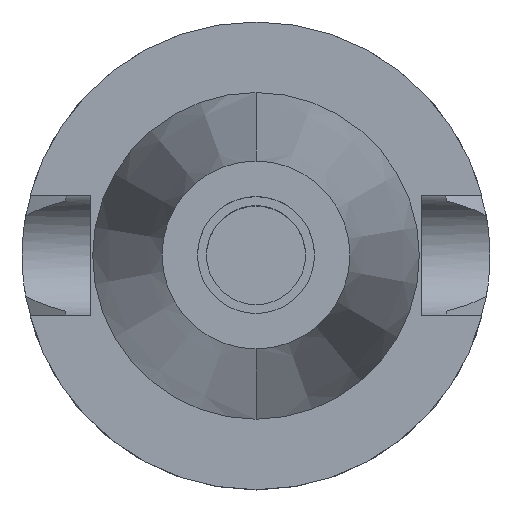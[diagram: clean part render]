
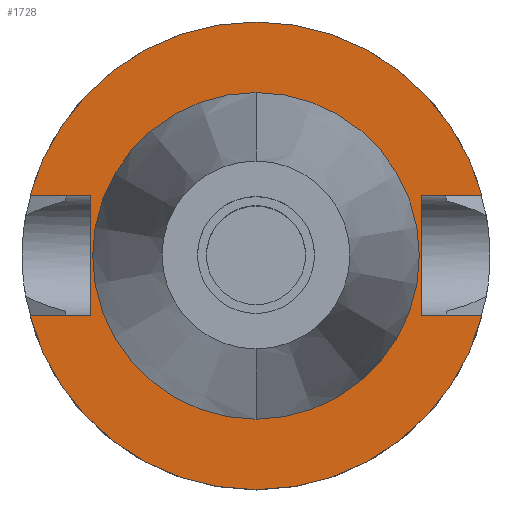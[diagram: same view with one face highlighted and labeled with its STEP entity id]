
A CAD part, top view. The second image highlights one B-rep face of the part: STEP entity #1728.
In plain terms, the highlighted planar face has unit normal (0, 0, 1).
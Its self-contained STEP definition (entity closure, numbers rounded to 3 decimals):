
#170=DIRECTION('',(0.,1.,0.));
#171=VECTOR('',#170,25.7);
#172=CARTESIAN_POINT('',(-35.4,-12.85,-1.5));
#173=LINE('',#172,#171);
#177=DIRECTION('',(-1.,0.,0.));
#178=VECTOR('',#177,12.921);
#179=CARTESIAN_POINT('',(-35.4,12.85,-1.5));
#180=LINE('',#179,#178);
#184=CARTESIAN_POINT('',(0.,0.,-1.5));
#185=DIRECTION('',(0.,0.,-1.));
#186=DIRECTION('',(-0.966,0.257,0.));
#187=AXIS2_PLACEMENT_3D('',#184,#185,#186);
#192=CARTESIAN_POINT('',(0.,0.,-1.5));
#193=DIRECTION('',(0.,0.,-1.));
#194=DIRECTION('',(0.,1.,0.));
#195=AXIS2_PLACEMENT_3D('',#192,#193,#194);
#200=DIRECTION('',(0.,-1.,0.));
#201=VECTOR('',#200,25.7);
#202=CARTESIAN_POINT('',(35.4,12.85,-1.5));
#203=LINE('',#202,#201);
#207=DIRECTION('',(1.,0.,0.));
#208=VECTOR('',#207,12.921);
#209=CARTESIAN_POINT('',(35.4,-12.85,-1.5));
#210=LINE('',#209,#208);
#214=CARTESIAN_POINT('',(0.,0.,-1.5));
#215=DIRECTION('',(0.,0.,-1.));
#216=DIRECTION('',(0.966,-0.257,0.));
#217=AXIS2_PLACEMENT_3D('',#214,#215,#216);
#222=CARTESIAN_POINT('',(0.,0.,-1.5));
#223=DIRECTION('',(0.,0.,-1.));
#224=DIRECTION('',(0.,-1.,0.));
#225=AXIS2_PLACEMENT_3D('',#222,#223,#224);
#230=CARTESIAN_POINT('',(0.,0.,-1.5));
#231=DIRECTION('',(0.,0.,1.));
#232=DIRECTION('',(0.,1.,0.));
#233=AXIS2_PLACEMENT_3D('',#230,#231,#232);
#238=CARTESIAN_POINT('',(0.,0.,-1.5));
#239=DIRECTION('',(0.,0.,1.));
#240=DIRECTION('',(0.,-1.,0.));
#241=AXIS2_PLACEMENT_3D('',#238,#239,#240);
#276=DIRECTION('',(-1.,0.,0.));
#277=VECTOR('',#276,12.921);
#278=CARTESIAN_POINT('',(-35.4,-12.85,-1.5));
#279=LINE('',#278,#277);
#1191=DIRECTION('',(1.,0.,0.));
#1192=VECTOR('',#1191,12.921);
#1193=CARTESIAN_POINT('',(35.4,12.85,-1.5));
#1194=LINE('',#1193,#1192);
#1374=CARTESIAN_POINT('',(0.,34.925,-1.5));
#1375=VERTEX_POINT('',#1374);
#1376=CARTESIAN_POINT('',(0.,-34.925,-1.5));
#1377=VERTEX_POINT('',#1376);
#1378=CARTESIAN_POINT('',(-35.4,-12.85,-1.5));
#1379=CARTESIAN_POINT('',(-35.4,12.85,-1.5));
#1380=VERTEX_POINT('',#1378);
#1381=VERTEX_POINT('',#1379);
#1382=CARTESIAN_POINT('',(-48.321,12.85,-1.5));
#1383=VERTEX_POINT('',#1382);
#1384=CARTESIAN_POINT('',(0.,50.,-1.5));
#1385=CARTESIAN_POINT('',(48.321,12.85,-1.5));
#1386=VERTEX_POINT('',#1384);
#1387=VERTEX_POINT('',#1385);
#1388=CARTESIAN_POINT('',(35.4,12.85,-1.5));
#1389=VERTEX_POINT('',#1388);
#1390=CARTESIAN_POINT('',(35.4,-12.85,-1.5));
#1391=VERTEX_POINT('',#1390);
#1392=CARTESIAN_POINT('',(48.321,-12.85,-1.5));
#1393=VERTEX_POINT('',#1392);
#1394=CARTESIAN_POINT('',(0.,-50.,-1.5));
#1395=CARTESIAN_POINT('',(-48.321,-12.85,-1.5));
#1396=VERTEX_POINT('',#1394);
#1397=VERTEX_POINT('',#1395);
#1697=CARTESIAN_POINT('',(0.,0.,-1.5));
#1698=DIRECTION('',(0.,0.,-1.));
#1699=DIRECTION('',(0.,-1.,0.));
#1700=AXIS2_PLACEMENT_3D('',#1697,#1698,#1699);
#1701=PLANE('',#1700);
#1703=ORIENTED_EDGE('',*,*,#1702,.T.);
#1705=ORIENTED_EDGE('',*,*,#1704,.T.);
#1707=ORIENTED_EDGE('',*,*,#1706,.T.);
#1709=ORIENTED_EDGE('',*,*,#1708,.T.);
#1711=ORIENTED_EDGE('',*,*,#1710,.F.);
#1713=ORIENTED_EDGE('',*,*,#1712,.T.);
#1715=ORIENTED_EDGE('',*,*,#1714,.T.);
#1717=ORIENTED_EDGE('',*,*,#1716,.T.);
#1719=ORIENTED_EDGE('',*,*,#1718,.T.);
#1721=ORIENTED_EDGE('',*,*,#1720,.F.);
#1722=EDGE_LOOP('',(#1703,#1705,#1707,#1709,#1711,#1713,#1715,#1717,#1719,
#1721));
#1723=FACE_OUTER_BOUND('',#1722,.F.);
#1724=ORIENTED_EDGE('',*,*,#1679,.T.);
#1725=ORIENTED_EDGE('',*,*,#1690,.T.);
#1726=EDGE_LOOP('',(#1724,#1725));
#1727=FACE_BOUND('',#1726,.F.);
#188=CIRCLE('',#187,50.);
#196=CIRCLE('',#195,50.);
#218=CIRCLE('',#217,50.);
#226=CIRCLE('',#225,50.);
#234=CIRCLE('',#233,34.925);
#242=CIRCLE('',#241,34.925);
#1679=EDGE_CURVE('',#1375,#1377,#234,.T.);
#1690=EDGE_CURVE('',#1377,#1375,#242,.T.);
#1702=EDGE_CURVE('',#1380,#1381,#173,.T.);
#1704=EDGE_CURVE('',#1381,#1383,#180,.T.);
#1706=EDGE_CURVE('',#1383,#1386,#188,.T.);
#1708=EDGE_CURVE('',#1386,#1387,#196,.T.);
#1710=EDGE_CURVE('',#1389,#1387,#1194,.T.);
#1712=EDGE_CURVE('',#1389,#1391,#203,.T.);
#1714=EDGE_CURVE('',#1391,#1393,#210,.T.);
#1716=EDGE_CURVE('',#1393,#1396,#218,.T.);
#1718=EDGE_CURVE('',#1396,#1397,#226,.T.);
#1720=EDGE_CURVE('',#1380,#1397,#279,.T.);
#1728=ADVANCED_FACE('',(#1723,#1727),#1701,.F.);
